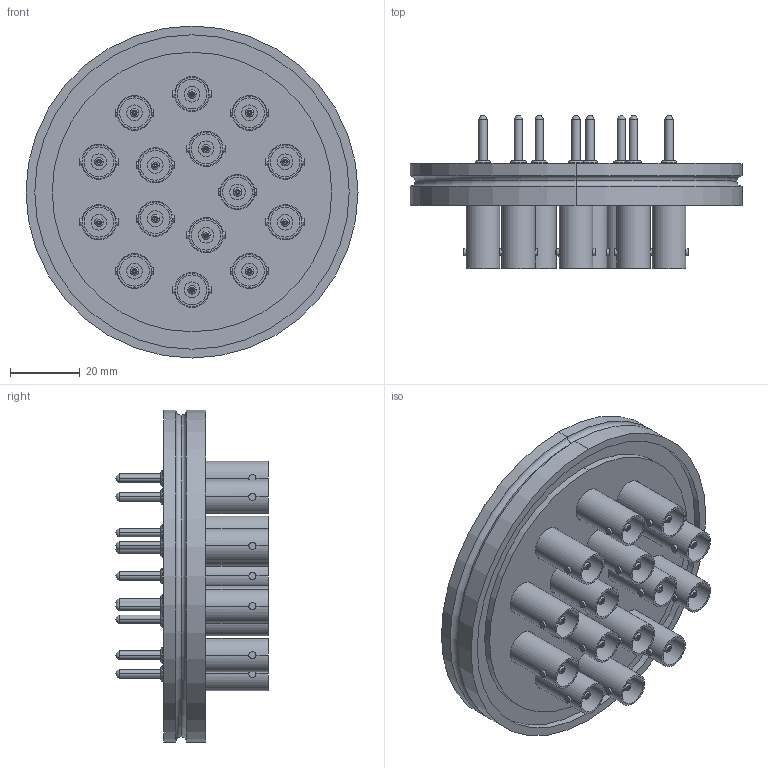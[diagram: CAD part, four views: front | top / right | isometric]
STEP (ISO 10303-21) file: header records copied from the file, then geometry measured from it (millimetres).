
FILE_DESCRIPTION (( 'STEP AP214' ), '1' );
FILE_NAME ('242-BNC50-ISO63-15.step', '2025-02-18T20:44:19', ( '' ), ( '' ), 'SwSTEP 2.0', 'SolidWorks 2022', '' );
FILE_SCHEMA (( 'AUTOMOTIVE_DESIGN' ));
Length unit declared in the file: millimetre
Products named in the file (3): 242-BNC50-I; 242-BNC50-ISO63-15; 9441-ISO63-9.6-15_DN063 ISO-K
Assembly tree (16 placements, depth 2):
  242-BNC50-ISO63-15
    9441-ISO63-9.6-15_DN063 ISO-K
    242-BNC50-I  x15
Bounding box: 95 x 43.75 x 95 mm (x, y, z)
Volume: 56898.5 mm3; surface area: 48738.1 mm2
Topology: 1 solids, 31 shells, 634 faces, 1356 edges, 832 vertices
Faces by surface type: cylinder 370, plane 170, torus 64, bspline 30
Entity records: 4053 total; most frequent: DIRECTION 772, CARTESIAN_POINT 724, ORIENTED_EDGE 574, AXIS2_PLACEMENT_3D 340, EDGE_CURVE 288, CIRCLE 192, VERTEX_POINT 188, EDGE_LOOP 185
